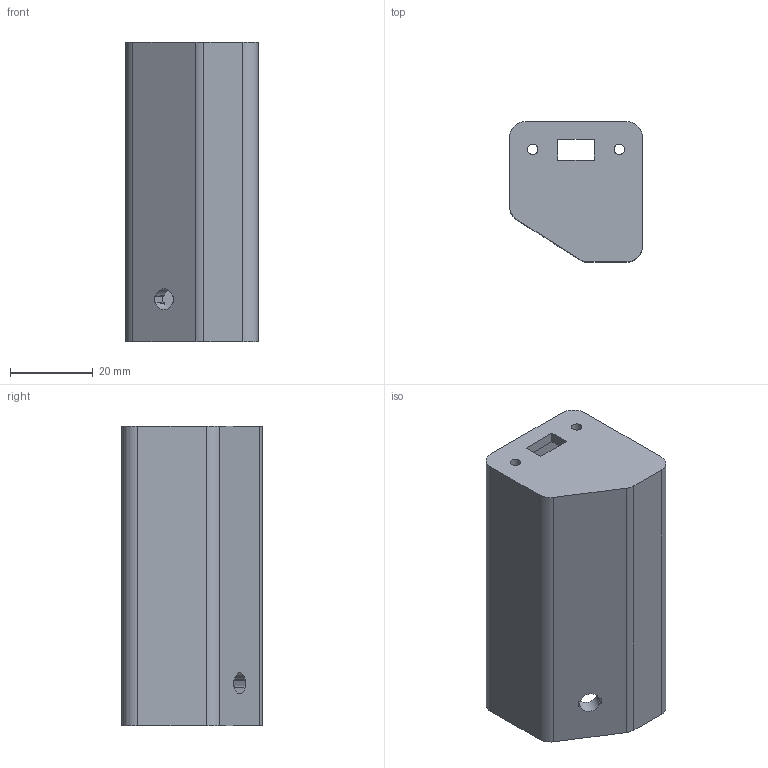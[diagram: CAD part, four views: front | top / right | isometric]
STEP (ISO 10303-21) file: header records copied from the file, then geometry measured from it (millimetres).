
FILE_DESCRIPTION(/* description */ (''),/* implementation_level */ '2;1');
FILE_NAME(/* name */ 'holder.step',/* time_stamp */ '2023-07-25T16:36:41-07:00',/* author */ (''),/* organization */ (''),/* preprocessor_version */ 'ST-DEVELOPER v20',/* originating_system */ 'Autodesk Translation Framework v12.9.0.99',/* authorisation */ '');
FILE_SCHEMA (('AUTOMOTIVE_DESIGN { 1 0 10303 214 3 1 1 }'));
Length unit declared in the file: inch
Products named in the file (1): holder
Bounding box: 32.13 x 33.92 x 72.39 mm (x, y, z)
Volume: 33721.6 mm3; surface area: 18496.8 mm2
Topology: 1 solids, 1 shells, 48 faces, 135 edges, 90 vertices
Faces by surface type: plane 33, cylinder 15
Full cylindrical faces by diameter (mm): 2.54 x2
Entity records: 1600 total; most frequent: CARTESIAN_POINT 274, ORIENTED_EDGE 270, DIRECTION 263, EDGE_CURVE 135, LINE 105, VECTOR 105, VERTEX_POINT 90, AXIS2_PLACEMENT_3D 79
